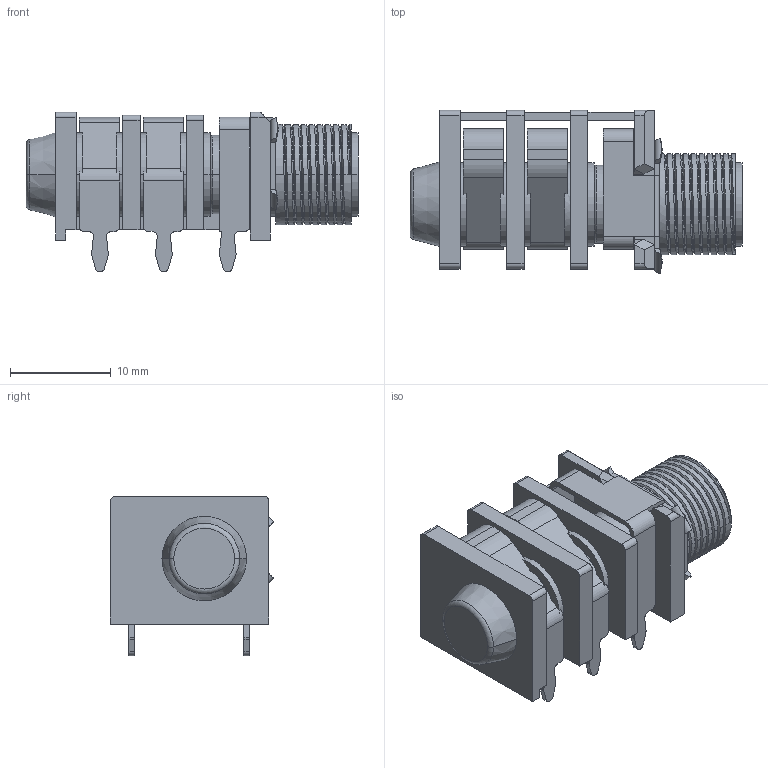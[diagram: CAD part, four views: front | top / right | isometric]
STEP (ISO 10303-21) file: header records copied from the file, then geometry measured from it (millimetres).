
FILE_DESCRIPTION(('FreeCAD Model'),'2;1');
FILE_NAME('Open CASCADE Shape Model','2022-07-06T13:55:02',('Author'),( ''),'Open CASCADE STEP processor 7.5','FreeCAD','Unknown');
FILE_SCHEMA(('AUTOMOTIVE_DESIGN { 1 0 10303 214 1 1 1 1 }'));
Length unit declared in the file: millimetre
Products named in the file (11): NRJ6HM-011; NRJ6HM-1; NRJ6HM-002; NRJ6HM-003; NRJ6HM-004; NRJ6HM-005; NRJ6HM-006; NRJ6HM-007; NRJ6HM-008; NRJ6HM-009; NRJ6HM-010
Assembly tree (10 placements, depth 2):
  NRJ6HM-011
    NRJ6HM-1
    NRJ6HM-002
    NRJ6HM-003
    NRJ6HM-004
    NRJ6HM-005
    NRJ6HM-006
    NRJ6HM-007
    NRJ6HM-008
    NRJ6HM-009
    NRJ6HM-010
Bounding box: 33 x 16.2 x 15.85 mm (x, y, z)
Volume: 1987.4 mm3; surface area: 4153.3 mm2
Topology: 10 solids, 10 shells, 343 faces, 926 edges, 608 vertices
Faces by surface type: plane 181, cylinder 149, torus 6, cone 4, bspline 3
Entity records: 13780 total; most frequent: CARTESIAN_POINT 3348, DIRECTION 1860, ORIENTED_EDGE 1852, EDGE_CURVE 926, AXIS2_PLACEMENT_3D 642, VERTEX_POINT 608, LINE 576, VECTOR 576
